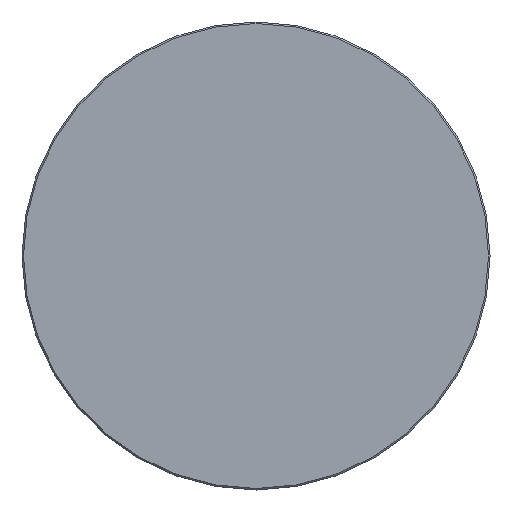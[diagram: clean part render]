
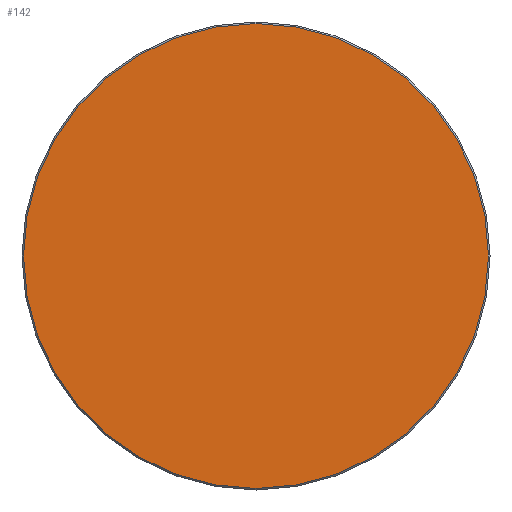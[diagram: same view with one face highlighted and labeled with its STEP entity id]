
A CAD part, front view. The second image highlights one B-rep face of the part: STEP entity #142.
In plain terms, the highlighted planar face has unit normal (0, -1, 0).
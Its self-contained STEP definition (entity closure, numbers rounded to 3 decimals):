
#3 = EDGE_CURVE ( 'NONE', #242, #49, #127, .T. ) ;
#8 = ORIENTED_EDGE ( 'NONE', *, *, #122, .T. ) ;
#11 = CARTESIAN_POINT ( 'NONE',  ( 0., 0., 0. ) ) ;
#20 = AXIS2_PLACEMENT_3D ( 'NONE', #11, #35, #110 ) ;
#28 = ORIENTED_EDGE ( 'NONE', *, *, #3, .T. ) ;
#35 = DIRECTION ( 'NONE',  ( 0., -1., 0. ) ) ;
#39 = CARTESIAN_POINT ( 'NONE',  ( 0., 0., 0. ) ) ;
#49 = VERTEX_POINT ( 'NONE', #93 ) ;
#57 = AXIS2_PLACEMENT_3D ( 'NONE', #58, #197, #192 ) ;
#58 = CARTESIAN_POINT ( 'NONE',  ( 0., 0., 0. ) ) ;
#93 = CARTESIAN_POINT ( 'NONE',  ( 0., 0., -37.85 ) ) ;
#110 = DIRECTION ( 'NONE',  ( 0., 0., -1. ) ) ;
#119 = FACE_OUTER_BOUND ( 'NONE', #148, .T. ) ;
#122 = EDGE_CURVE ( 'NONE', #49, #242, #149, .T. ) ;
#124 = AXIS2_PLACEMENT_3D ( 'NONE', #39, #250, #237 ) ;
#127 = CIRCLE ( 'NONE', #20, 37.85 ) ;
#142 = ADVANCED_FACE ( 'NONE', ( #119 ), #172, .T. ) ;
#148 = EDGE_LOOP ( 'NONE', ( #28, #8 ) ) ;
#149 = CIRCLE ( 'NONE', #124, 37.85 ) ;
#172 = PLANE ( 'NONE',  #57 ) ;
#192 = DIRECTION ( 'NONE',  ( 0., 0., -1. ) ) ;
#197 = DIRECTION ( 'NONE',  ( 0., -1., 0. ) ) ;
#235 = CARTESIAN_POINT ( 'NONE',  ( 0., 0., 37.85 ) ) ;
#237 = DIRECTION ( 'NONE',  ( 0., 0., -1. ) ) ;
#242 = VERTEX_POINT ( 'NONE', #235 ) ;
#250 = DIRECTION ( 'NONE',  ( 0., -1., 0. ) ) ;
